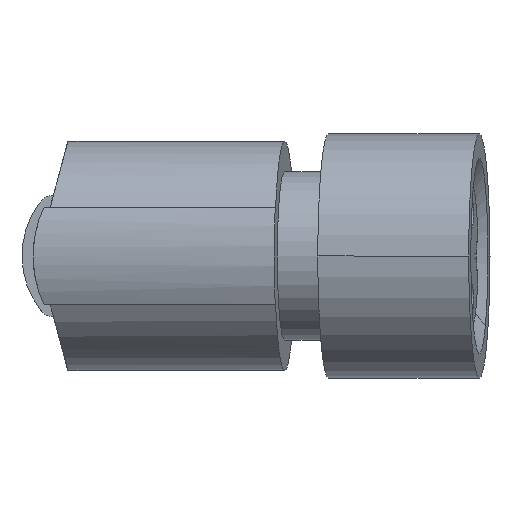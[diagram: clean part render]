
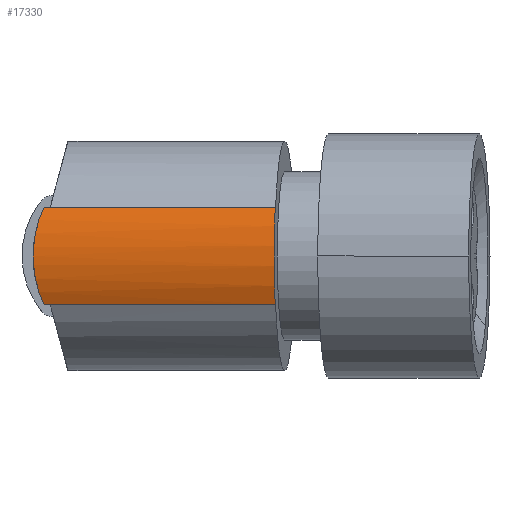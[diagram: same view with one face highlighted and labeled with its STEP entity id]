
A CAD part, left-side view. The second image highlights one B-rep face of the part: STEP entity #17330.
In plain terms, the highlighted cylindrical face has radius 4.9 mm (diameter 9.8 mm), a partial arc.
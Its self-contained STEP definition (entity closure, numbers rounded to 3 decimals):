
#5800=CARTESIAN_POINT('',(15.368,35.896,
6.361));
#5810=VERTEX_POINT('',#5800);
#5840=CARTESIAN_POINT('',(16.507,37.586,
10.817));
#5850=DIRECTION('',(0.704,-0.704,
0.087));
#5860=DIRECTION('',(-0.707,-0.707,
0.));
#5870=AXIS2_PLACEMENT_3D('',#5840,#5850,#5860);
#5880=CIRCLE('',#5870,4.9);
#5890=CARTESIAN_POINT('',(18.196,38.725,
6.361));
#5900=VERTEX_POINT('',#5890);
#5910=EDGE_CURVE('',#5810,#5900,#5880,.T.);
#15910=CARTESIAN_POINT('',(22.058,29.206,
7.189));
#15920=VERTEX_POINT('',#15910);
#15950=CARTESIAN_POINT('',(15.368,35.896,
6.361));
#15960=DIRECTION('',(-0.704,0.704,
-0.087));
#15970=VECTOR('',#15960,1.);
#15980=LINE('',#15950,#15970);
#15990=EDGE_CURVE('',#15920,#5810,#15980,.T.);
#16380=CARTESIAN_POINT('',(16.507,37.586,
10.817));
#16390=DIRECTION('',(-0.704,0.704,
-0.087));
#16400=DIRECTION('',(-0.707,-0.707,
0.));
#16410=AXIS2_PLACEMENT_3D('',#16380,#16390,#16400);
#16420=CYLINDRICAL_SURFACE('',#16410,4.9);
#16430=ORIENTED_EDGE('',*,*,#5910,.T.);
#16440=ORIENTED_EDGE('',*,*,#15990,.T.);
#16450=CARTESIAN_POINT('',(20.465,33.628,20.7));
#16460=DIRECTION('',(0.,0.,1.));
#16470=DIRECTION('',(0.707,0.707,
0.));
#16480=AXIS2_PLACEMENT_3D('',#16450,#16460,#16470);
#16490=CYLINDRICAL_SURFACE('',#16480,4.7);
#16500=CARTESIAN_POINT('',(22.058,29.206,
7.189));
#16510=CARTESIAN_POINT('',(22.123,29.23,
7.163));
#16520=CARTESIAN_POINT('',(22.188,29.255,
7.139));
#16530=CARTESIAN_POINT('',(22.252,29.281,
7.116));
#16540=CARTESIAN_POINT('',(22.317,29.308,
7.092));
#16550=CARTESIAN_POINT('',(22.381,29.336,
7.07));
#16560=CARTESIAN_POINT('',(22.445,29.366,
7.049));
#16570=CARTESIAN_POINT('',(22.509,29.395,
7.028));
#16580=CARTESIAN_POINT('',(22.573,29.427,
7.008));
#16590=CARTESIAN_POINT('',(22.636,29.459,
6.989));
#16600=CARTESIAN_POINT('',(22.699,29.492,
6.971));
#16610=CARTESIAN_POINT('',(22.761,29.527,
6.953));
#16620=CARTESIAN_POINT('',(22.823,29.563,
6.937));
#16630=CARTESIAN_POINT('',(22.885,29.598,
6.921));
#16640=CARTESIAN_POINT('',(22.947,29.636,
6.907));
#16650=CARTESIAN_POINT('',(23.007,29.675,
6.893));
#16660=CARTESIAN_POINT('',(23.068,29.714,
6.88));
#16670=CARTESIAN_POINT('',(23.128,29.755,
6.868));
#16680=CARTESIAN_POINT('',(23.187,29.797,
6.857));
#16690=CARTESIAN_POINT('',(23.306,29.881,
6.836));
#16700=CARTESIAN_POINT('',(23.421,29.971,
6.82));
#16710=CARTESIAN_POINT('',(23.532,30.066,
6.811));
#16720=B_SPLINE_CURVE_WITH_KNOTS('',3,(#16500,#16510,#16520,#16530,
#16540,#16550,#16560,#16570,#16580,#16590,#16600,#16610,#16620,#16630,
#16640,#16650,#16660,#16670,#16680,#16690,#16700,#16710),.UNSPECIFIED.,
.F.,.F.,(4,3,3,3,3,3,3,4),(0.,0.221,0.441,
0.662,0.882,1.102,1.323,
1.763),.UNSPECIFIED.);
#16730=SURFACE_CURVE('',#16720,(#16420,#16490),.CURVE_3D.);
#16740=CARTESIAN_POINT('',(23.532,30.066,
6.811));
#16750=VERTEX_POINT('',#16740);
#16760=EDGE_CURVE('',#15920,#16750,#16730,.T.);
#16770=ORIENTED_EDGE('',*,*,#16760,.F.);
#16780=CARTESIAN_POINT('',(23.532,30.066,
6.811));
#16790=CARTESIAN_POINT('',(23.576,30.105,
6.807));
#16800=CARTESIAN_POINT('',(23.619,30.143,
6.804));
#16810=CARTESIAN_POINT('',(23.662,30.183,
6.802));
#16820=CARTESIAN_POINT('',(23.705,30.223,
6.8));
#16830=CARTESIAN_POINT('',(23.747,30.263,
6.799));
#16840=CARTESIAN_POINT('',(23.788,30.305,
6.799));
#16850=CARTESIAN_POINT('',(23.83,30.346,
6.799));
#16860=CARTESIAN_POINT('',(23.87,30.388,
6.8));
#16870=CARTESIAN_POINT('',(23.91,30.431,
6.802));
#16880=CARTESIAN_POINT('',(23.95,30.474,
6.804));
#16890=CARTESIAN_POINT('',(23.989,30.517,
6.807));
#16900=CARTESIAN_POINT('',(24.027,30.561,
6.811));
#16910=B_SPLINE_CURVE_WITH_KNOTS('',3,(#16780,#16790,#16800,#16810,
#16820,#16830,#16840,#16850,#16860,#16870,#16880,#16890,#16900),
.UNSPECIFIED.,.F.,.F.,(4,3,3,3,4),(0.,0.175,
0.351,0.526,0.701),.UNSPECIFIED.);
#16920=SURFACE_CURVE('',#16910,(#16420,#16490),.CURVE_3D.);
#16930=CARTESIAN_POINT('',(24.027,30.561,
6.811));
#16940=VERTEX_POINT('',#16930);
#16950=EDGE_CURVE('',#16750,#16940,#16920,.T.);
#16960=ORIENTED_EDGE('',*,*,#16950,.F.);
#16970=CARTESIAN_POINT('',(24.027,30.561,
6.811));
#16980=CARTESIAN_POINT('',(24.122,30.673,
6.82));
#16990=CARTESIAN_POINT('',(24.212,30.788,
6.836));
#17000=CARTESIAN_POINT('',(24.296,30.906,
6.857));
#17010=CARTESIAN_POINT('',(24.338,30.965,
6.868));
#17020=CARTESIAN_POINT('',(24.379,31.025,
6.88));
#17030=CARTESIAN_POINT('',(24.418,31.086,
6.893));
#17040=CARTESIAN_POINT('',(24.457,31.147,
6.907));
#17050=CARTESIAN_POINT('',(24.495,31.208,
6.921));
#17060=CARTESIAN_POINT('',(24.531,31.27,
6.937));
#17070=CARTESIAN_POINT('',(24.566,31.332,
6.953));
#17080=CARTESIAN_POINT('',(24.601,31.394,
6.971));
#17090=CARTESIAN_POINT('',(24.634,31.457,
6.989));
#17100=CARTESIAN_POINT('',(24.667,31.521,
7.008));
#17110=CARTESIAN_POINT('',(24.698,31.584,
7.028));
#17120=CARTESIAN_POINT('',(24.728,31.648,
7.049));
#17130=CARTESIAN_POINT('',(24.757,31.712,
7.07));
#17140=CARTESIAN_POINT('',(24.785,31.776,
7.092));
#17150=CARTESIAN_POINT('',(24.812,31.841,
7.116));
#17160=CARTESIAN_POINT('',(24.838,31.905,
7.139));
#17170=CARTESIAN_POINT('',(24.863,31.97,
7.163));
#17180=CARTESIAN_POINT('',(24.887,32.035,
7.189));
#17190=B_SPLINE_CURVE_WITH_KNOTS('',3,(#16970,#16980,#16990,#17000,
#17010,#17020,#17030,#17040,#17050,#17060,#17070,#17080,#17090,#17100,
#17110,#17120,#17130,#17140,#17150,#17160,#17170,#17180),.UNSPECIFIED.,
.F.,.F.,(4,3,3,3,3,3,3,4),(0.,0.44,0.661,
0.881,1.101,1.322,1.542,
1.763),.UNSPECIFIED.);
#17200=SURFACE_CURVE('',#17190,(#16420,#16490),.CURVE_3D.);
#17210=CARTESIAN_POINT('',(24.887,32.035,
7.189));
#17220=VERTEX_POINT('',#17210);
#17230=EDGE_CURVE('',#16940,#17220,#17200,.T.);
#17240=ORIENTED_EDGE('',*,*,#17230,.F.);
#17250=CARTESIAN_POINT('',(18.196,38.725,
6.361));
#17260=DIRECTION('',(-0.704,0.704,
-0.087));
#17270=VECTOR('',#17260,1.);
#17280=LINE('',#17250,#17270);
#17290=EDGE_CURVE('',#17220,#5900,#17280,.T.);
#17300=ORIENTED_EDGE('',*,*,#17290,.F.);
#17310=EDGE_LOOP('',(#17300,#17240,#16960,#16770,#16440,#16430));
#17320=FACE_OUTER_BOUND('',#17310,.T.);
#17330=ADVANCED_FACE('',(#17320),#16420,.T.);
